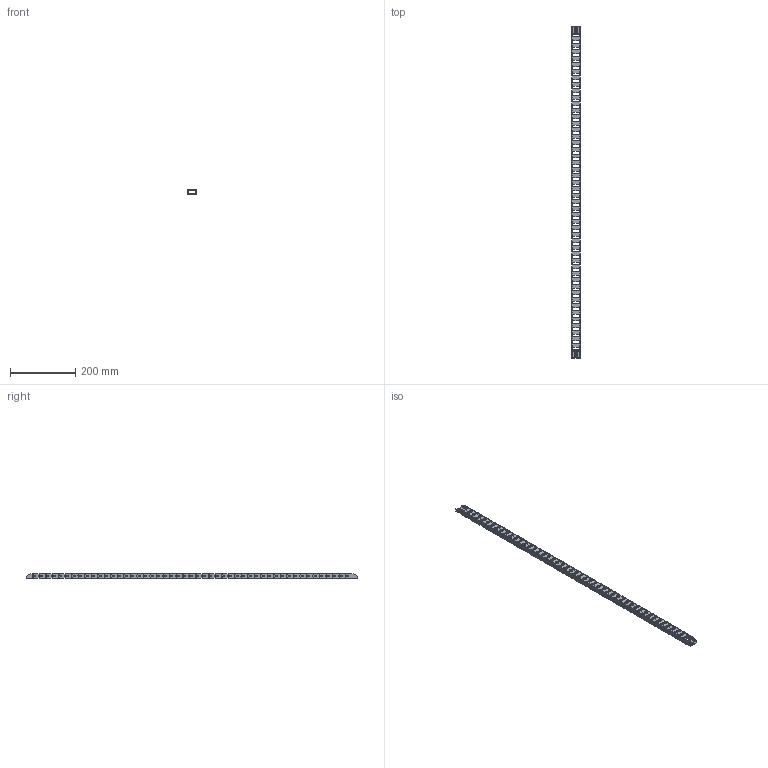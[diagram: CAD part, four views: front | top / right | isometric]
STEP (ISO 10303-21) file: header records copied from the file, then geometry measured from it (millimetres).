
FILE_DESCRIPTION (( 'STEP AP214' ), '1' );
FILE_NAME ('Ñáîðêà4.STEP', '2024-09-17T13:44:18', ( '' ), ( '' ), 'SwSTEP 2.0', 'SolidWorks 2024', '' );
FILE_SCHEMA (( 'AUTOMOTIVE_DESIGN' ));
Length unit declared in the file: millimetre
Products named in the file (5): B652 цепочка_00; Сборка4; B652 Крепление_00; B652 Кабель-канал пластиковый открытый 10x20 R25_00; B652 Крепление 2_00
Assembly tree (51 placements, depth 3):
  Сборка4
    B652 Кабель-канал пластиковый открытый 10x20 R25_00
      B652 Крепление_00
      B652 цепочка_00  x48
      B652 Крепление 2_00
Bounding box: 27.25 x 1020.95 x 15.3 mm (x, y, z)
Volume: 134299.6 mm3; surface area: 171721.5 mm2
Topology: 50 solids, 50 shells, 2880 faces, 8380 edges, 5602 vertices
Faces by surface type: plane 1700, cylinder 1172, bspline 8
Entity records: 6541 total; most frequent: CARTESIAN_POINT 1741, ORIENTED_EDGE 968, DIRECTION 938, EDGE_CURVE 484, VERTEX_POINT 338, AXIS2_PLACEMENT_3D 313, LINE 312, VECTOR 312
